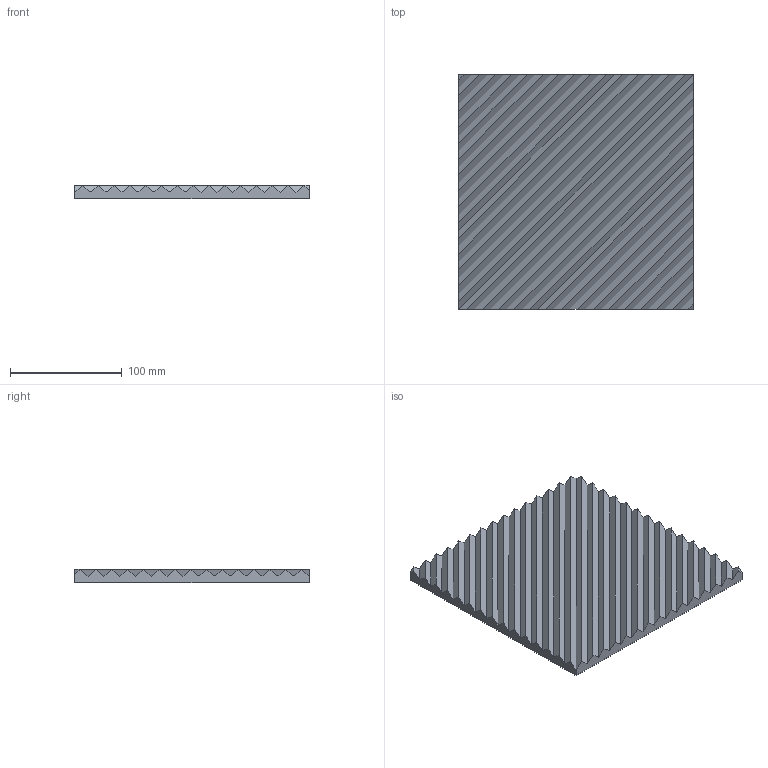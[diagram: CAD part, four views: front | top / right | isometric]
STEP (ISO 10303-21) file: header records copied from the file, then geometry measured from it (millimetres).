
FILE_DESCRIPTION(/* description */ (''),/* implementation_level */ '2;1');
FILE_NAME(/* name */ 'P118.01.stp',/* time_stamp */ '2018-03-26T13:28:44+03:00',/* author */ ('Kravets'),/* organization */ (''),/* preprocessor_version */ 'ST-DEVELOPER v17',/* originating_system */ 'Autodesk Inventor 2018',/* authorisation */ '');
FILE_SCHEMA (('AUTOMOTIVE_DESIGN { 1 0 10303 214 3 1 1 }'));
Length unit declared in the file: millimetre
Products named in the file (1): P118.00
Bounding box: 210 x 210 x 12 mm (x, y, z)
Volume: 396889.1 mm3; surface area: 120564.3 mm2
Topology: 1 solids, 1 shells, 65 faces, 187 edges, 124 vertices
Faces by surface type: plane 65
Entity records: 2124 total; most frequent: CARTESIAN_POINT 377, ORIENTED_EDGE 374, DIRECTION 319, LINE 187, VECTOR 187, EDGE_CURVE 187, VERTEX_POINT 124, AXIS2_PLACEMENT_3D 66
